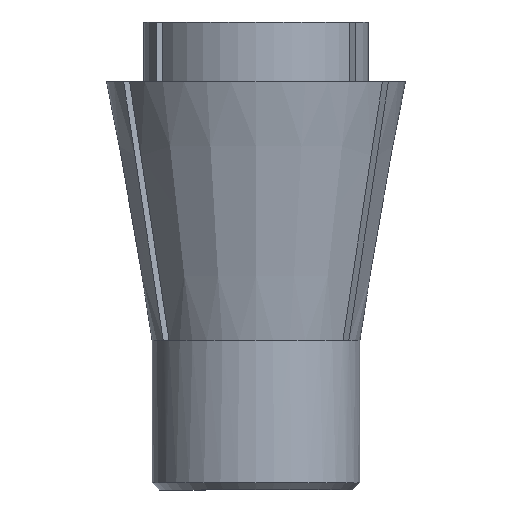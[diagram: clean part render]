
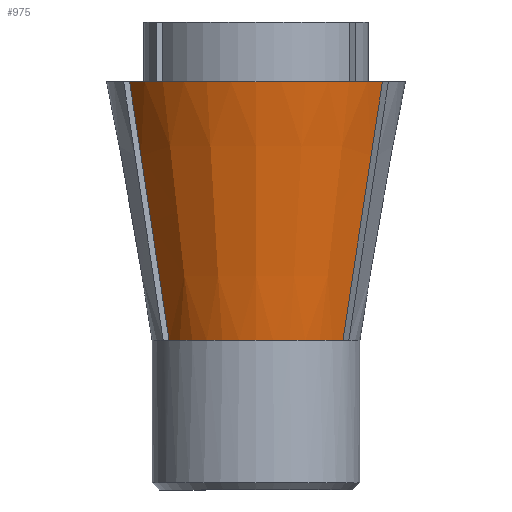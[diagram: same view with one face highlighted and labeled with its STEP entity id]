
A CAD part, left-side view. The second image highlights one B-rep face of the part: STEP entity #975.
In plain terms, the highlighted conical face has half-angle 10 degrees and reference radius 6.95 mm.
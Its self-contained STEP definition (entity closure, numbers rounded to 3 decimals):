
#232 = VERTEX_POINT('',#233);
#233 = CARTESIAN_POINT('',(-3.816,-5.809,10.));
#378 = VERTEX_POINT('',#379);
#379 = CARTESIAN_POINT('',(-3.816,5.809,10.));
#512 = EDGE_CURVE('',#232,#378,#513,.T.);
#513 = CIRCLE('',#514,6.95);
#514 = AXIS2_PLACEMENT_3D('',#515,#516,#517);
#515 = CARTESIAN_POINT('',(0.,0.,10.));
#516 = DIRECTION('',(0.,0.,-1.));
#517 = DIRECTION('',(1.,0.,0.));
#695 = EDGE_CURVE('',#696,#232,#698,.T.);
#696 = VERTEX_POINT('',#697);
#697 = CARTESIAN_POINT('',(-5.343,-8.454,27.3));
#698 = HYPERBOLA('',#699,2.269,0.4);
#699 = AXIS2_PLACEMENT_3D('',#700,#701,#702);
#700 = CARTESIAN_POINT('',(-0.346,0.2,-29.415));
#701 = DIRECTION('',(-0.866,0.5,0.));
#702 = DIRECTION('',(0.,0.,1.));
#835 = EDGE_CURVE('',#836,#378,#838,.T.);
#836 = VERTEX_POINT('',#837);
#837 = CARTESIAN_POINT('',(-5.343,8.454,27.3));
#838 = HYPERBOLA('',#839,2.269,0.4);
#839 = AXIS2_PLACEMENT_3D('',#840,#841,#842);
#840 = CARTESIAN_POINT('',(-0.346,-0.2,-29.415));
#841 = DIRECTION('',(0.866,0.5,0.));
#842 = DIRECTION('',(0.,0.,1.));
#975 = ADVANCED_FACE('',(#976),#988,.T.);
#976 = FACE_BOUND('',#977,.F.);
#977 = EDGE_LOOP('',(#978,#985,#986,#987));
#978 = ORIENTED_EDGE('',*,*,#979,.F.);
#979 = EDGE_CURVE('',#696,#836,#980,.T.);
#980 = CIRCLE('',#981,10.);
#981 = AXIS2_PLACEMENT_3D('',#982,#983,#984);
#982 = CARTESIAN_POINT('',(0.,0.,27.3));
#983 = DIRECTION('',(0.,0.,-1.));
#984 = DIRECTION('',(1.,0.,0.));
#985 = ORIENTED_EDGE('',*,*,#695,.T.);
#986 = ORIENTED_EDGE('',*,*,#512,.T.);
#987 = ORIENTED_EDGE('',*,*,#835,.F.);
#988 = CONICAL_SURFACE('',#989,6.95,0.175);
#989 = AXIS2_PLACEMENT_3D('',#990,#991,#992);
#990 = CARTESIAN_POINT('',(0.,0.,10.));
#991 = DIRECTION('',(0.,0.,1.));
#992 = DIRECTION('',(1.,0.,0.));
